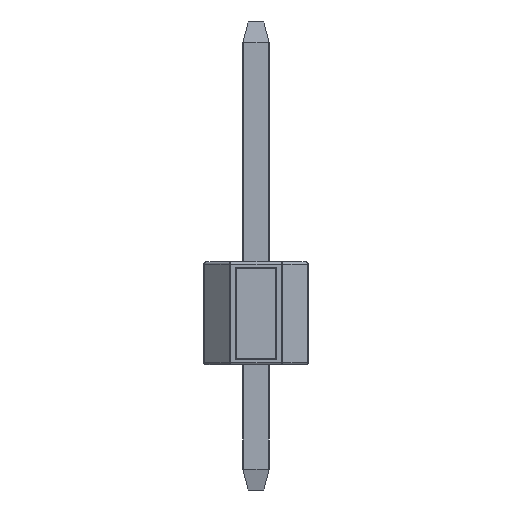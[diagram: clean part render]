
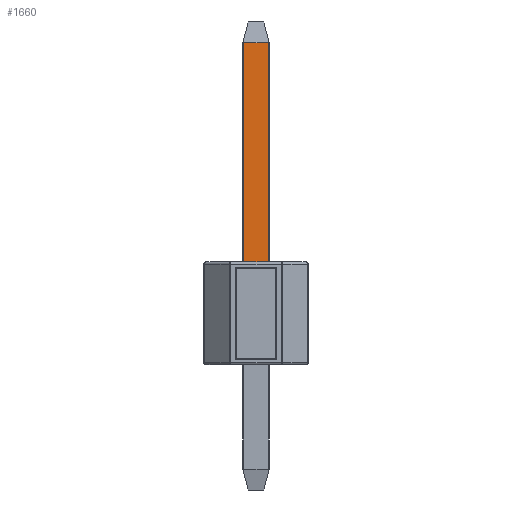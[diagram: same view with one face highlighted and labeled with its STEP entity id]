
A CAD part, left-side view. The second image highlights one B-rep face of the part: STEP entity #1660.
In plain terms, the highlighted planar face has unit normal (-1, 0, 0).
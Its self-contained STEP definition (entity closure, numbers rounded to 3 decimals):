
#311=FACE_OUTER_BOUND('',#405,.T.);
#405=EDGE_LOOP('',(#1350,#1351,#1352,#1353));
#514=LINE('',#2731,#654);
#537=LINE('',#2779,#677);
#538=LINE('',#2781,#678);
#539=LINE('',#2782,#679);
#654=VECTOR('',#2245,10.);
#677=VECTOR('',#2296,10.);
#678=VECTOR('',#2297,10.);
#679=VECTOR('',#2298,10.);
#718=VERTEX_POINT('',#2472);
#721=VERTEX_POINT('',#2479);
#800=VERTEX_POINT('',#2778);
#801=VERTEX_POINT('',#2780);
#970=EDGE_CURVE('',#721,#718,#514,.T.);
#993=EDGE_CURVE('',#800,#718,#537,.T.);
#994=EDGE_CURVE('',#801,#800,#538,.T.);
#995=EDGE_CURVE('',#721,#801,#539,.T.);
#1350=ORIENTED_EDGE('',*,*,#970,.T.);
#1351=ORIENTED_EDGE('',*,*,#993,.F.);
#1352=ORIENTED_EDGE('',*,*,#994,.F.);
#1353=ORIENTED_EDGE('',*,*,#995,.F.);
#1483=PLANE('',#1860);
#1660=ADVANCED_FACE('',(#311),#1483,.T.);
#1860=AXIS2_PLACEMENT_3D('',#2777,#2294,#2295);
#2245=DIRECTION('',(0.,-1.,0.));
#2294=DIRECTION('center_axis',(-1.,0.,0.));
#2295=DIRECTION('ref_axis',(0.,0.,1.));
#2296=DIRECTION('',(0.,0.,-1.));
#2297=DIRECTION('',(0.,-1.,0.));
#2298=DIRECTION('',(0.,0.,1.));
#2472=CARTESIAN_POINT('',(-0.32,-0.297,2.5));
#2479=CARTESIAN_POINT('',(-0.32,0.292,2.5));
#2731=CARTESIAN_POINT('',(-0.32,-0.003,2.5));
#2777=CARTESIAN_POINT('Origin',(-0.32,-0.003,2.645));
#2778=CARTESIAN_POINT('',(-0.32,-0.297,7.832));
#2779=CARTESIAN_POINT('',(-0.32,-0.297,5.493));
#2780=CARTESIAN_POINT('',(-0.32,0.292,7.832));
#2781=CARTESIAN_POINT('',(-0.32,0.158,7.832));
#2782=CARTESIAN_POINT('',(-0.32,0.292,-0.202));
